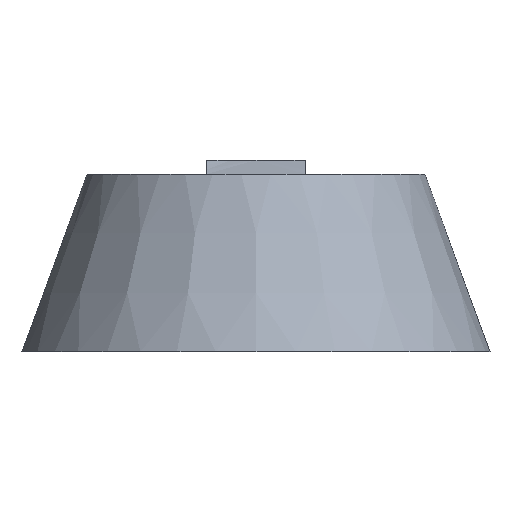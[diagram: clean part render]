
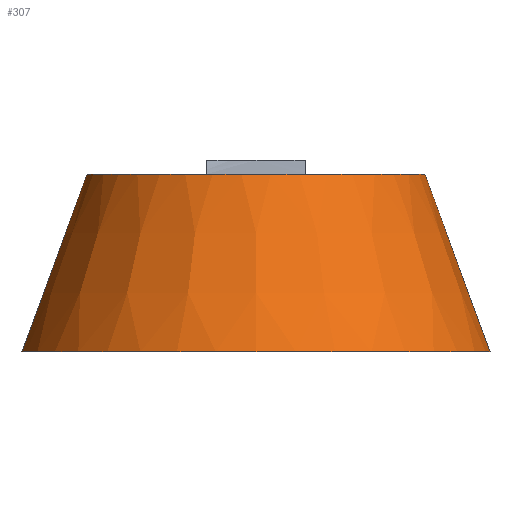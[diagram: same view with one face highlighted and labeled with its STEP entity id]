
A CAD part, front view. The second image highlights one B-rep face of the part: STEP entity #307.
In plain terms, the highlighted conical face has half-angle 20 degrees and reference radius 8.508 mm.
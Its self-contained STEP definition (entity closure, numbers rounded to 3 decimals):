
#20=(
BOUNDED_CURVE()
B_SPLINE_CURVE(2,(#535,#536,#537),.UNSPECIFIED.,.F.,.F.)
B_SPLINE_CURVE_WITH_KNOTS((3,3),(0.,0.8),.UNSPECIFIED.)
CURVE()
GEOMETRIC_REPRESENTATION_ITEM()
RATIONAL_B_SPLINE_CURVE((1.,1.015,1.003))
REPRESENTATION_ITEM('')
);
#21=(
BOUNDED_CURVE()
B_SPLINE_CURVE(2,(#540,#541,#542),.UNSPECIFIED.,.F.,.F.)
B_SPLINE_CURVE_WITH_KNOTS((3,3),(0.076,0.876),
 .UNSPECIFIED.)
CURVE()
GEOMETRIC_REPRESENTATION_ITEM()
RATIONAL_B_SPLINE_CURVE((1.003,1.015,1.))
REPRESENTATION_ITEM('')
);
#50=FACE_OUTER_BOUND('',#70,.T.);
#70=EDGE_LOOP('',(#265,#266,#267,#268));
#118=CIRCLE('',#332,10.);
#125=CIRCLE('',#348,7.234);
#136=VERTEX_POINT('',#466);
#138=VERTEX_POINT('',#470);
#151=VERTEX_POINT('',#520);
#152=VERTEX_POINT('',#521);
#169=EDGE_CURVE('',#138,#136,#118,.T.);
#188=EDGE_CURVE('',#151,#152,#125,.T.);
#195=EDGE_CURVE('',#138,#151,#20,.T.);
#197=EDGE_CURVE('',#152,#136,#21,.T.);
#265=ORIENTED_EDGE('',*,*,#188,.T.);
#266=ORIENTED_EDGE('',*,*,#197,.T.);
#267=ORIENTED_EDGE('',*,*,#169,.F.);
#268=ORIENTED_EDGE('',*,*,#195,.T.);
#293=CONICAL_SURFACE('',#353,8.508,0.349);
#307=ADVANCED_FACE('',(#50),#293,.T.);
#332=AXIS2_PLACEMENT_3D('',#472,#380,#381);
#348=AXIS2_PLACEMENT_3D('',#522,#420,#421);
#353=AXIS2_PLACEMENT_3D('',#539,#434,#435);
#380=DIRECTION('center_axis',(0.,0.,-1.));
#381=DIRECTION('ref_axis',(1.,0.,0.));
#420=DIRECTION('center_axis',(0.,0.,-1.));
#421=DIRECTION('ref_axis',(0.,1.,0.));
#434=DIRECTION('center_axis',(0.,0.,-1.));
#435=DIRECTION('ref_axis',(0.,-1.,0.));
#466=CARTESIAN_POINT('',(-2.1,9.777,0.));
#470=CARTESIAN_POINT('',(2.1,9.777,0.));
#472=CARTESIAN_POINT('Origin',(0.,0.,0.));
#520=CARTESIAN_POINT('',(2.1,6.922,7.6));
#521=CARTESIAN_POINT('',(-2.1,6.922,7.6));
#522=CARTESIAN_POINT('Origin',(0.,0.,7.6));
#535=CARTESIAN_POINT('Ctrl Pts',(2.1,9.777,0.));
#536=CARTESIAN_POINT('Ctrl Pts',(2.1,8.121,4.45));
#537=CARTESIAN_POINT('Ctrl Pts',(2.1,6.922,7.6));
#539=CARTESIAN_POINT('Origin',(0.,0.,4.1));
#540=CARTESIAN_POINT('Ctrl Pts',(-2.1,6.922,7.6));
#541=CARTESIAN_POINT('Ctrl Pts',(-2.1,8.121,4.45));
#542=CARTESIAN_POINT('Ctrl Pts',(-2.1,9.777,0.));
